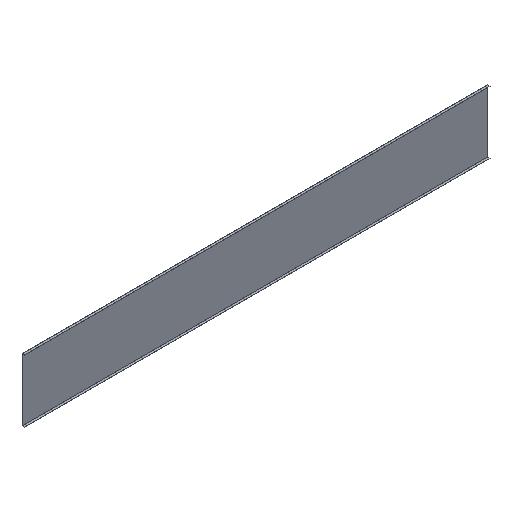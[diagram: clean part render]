
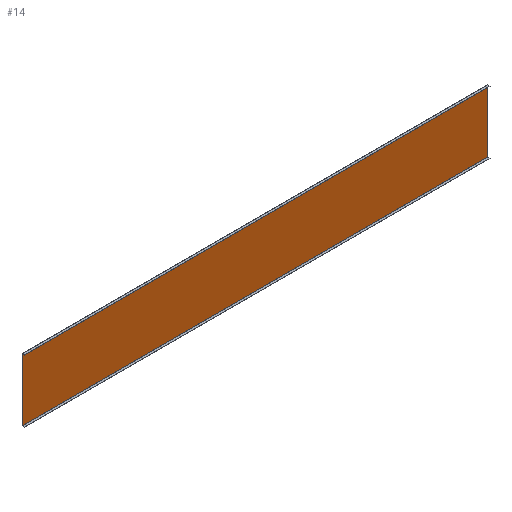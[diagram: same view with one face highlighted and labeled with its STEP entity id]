
A CAD part, isometric view. The second image highlights one B-rep face of the part: STEP entity #14.
In plain terms, the highlighted planar face has unit normal (0, -1, 0).
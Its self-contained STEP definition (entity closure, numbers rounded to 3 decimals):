
#6 = EDGE_CURVE ( 'NONE', #322, #250, #7, .T. ) ;
#7 = LINE ( 'NONE', #140, #301 ) ;
#14 = ADVANCED_FACE ( 'NONE', ( #236 ), #338, .T. ) ;
#16 = DIRECTION ( 'NONE',  ( 0., 0., -1. ) ) ;
#25 = EDGE_CURVE ( 'NONE', #68, #322, #74, .T. ) ;
#28 = DIRECTION ( 'NONE',  ( 0., 0., -1. ) ) ;
#31 = ORIENTED_EDGE ( 'NONE', *, *, #40, .F. ) ;
#40 = EDGE_CURVE ( 'NONE', #220, #68, #83, .T. ) ;
#68 = VERTEX_POINT ( 'NONE', #90 ) ;
#74 = LINE ( 'NONE', #121, #156 ) ;
#83 = LINE ( 'NONE', #319, #223 ) ;
#90 = CARTESIAN_POINT ( 'NONE',  ( 1492.5, 0., 399. ) ) ;
#118 = CARTESIAN_POINT ( 'NONE',  ( -1492.5, 0., 398. ) ) ;
#121 = CARTESIAN_POINT ( 'NONE',  ( 1492.5, 0., 398. ) ) ;
#140 = CARTESIAN_POINT ( 'NONE',  ( 0., 0., -1. ) ) ;
#156 = VECTOR ( 'NONE', #28, 1000. ) ;
#164 = CARTESIAN_POINT ( 'NONE',  ( 1492.5, 0., -1. ) ) ;
#178 = DIRECTION ( 'NONE',  ( 0., -1., 0. ) ) ;
#189 = ORIENTED_EDGE ( 'NONE', *, *, #25, .F. ) ;
#209 = DIRECTION ( 'NONE',  ( -1., 0., 0. ) ) ;
#219 = VECTOR ( 'NONE', #16, 1000. ) ;
#220 = VERTEX_POINT ( 'NONE', #233 ) ;
#222 = AXIS2_PLACEMENT_3D ( 'NONE', #118, #178, #286 ) ;
#223 = VECTOR ( 'NONE', #291, 1000. ) ;
#232 = EDGE_LOOP ( 'NONE', ( #248, #368, #189, #31 ) ) ;
#233 = CARTESIAN_POINT ( 'NONE',  ( -1492.5, 0., 399. ) ) ;
#236 = FACE_OUTER_BOUND ( 'NONE', #232, .T. ) ;
#248 = ORIENTED_EDGE ( 'NONE', *, *, #300, .T. ) ;
#250 = VERTEX_POINT ( 'NONE', #323 ) ;
#286 = DIRECTION ( 'NONE',  ( 0., 0., -1. ) ) ;
#290 = LINE ( 'NONE', #303, #219 ) ;
#291 = DIRECTION ( 'NONE',  ( 1., 0., 0. ) ) ;
#300 = EDGE_CURVE ( 'NONE', #220, #250, #290, .T. ) ;
#301 = VECTOR ( 'NONE', #209, 1000. ) ;
#303 = CARTESIAN_POINT ( 'NONE',  ( -1492.5, 0., 398. ) ) ;
#319 = CARTESIAN_POINT ( 'NONE',  ( 0., 0., 399. ) ) ;
#322 = VERTEX_POINT ( 'NONE', #164 ) ;
#323 = CARTESIAN_POINT ( 'NONE',  ( -1492.5, 0., -1. ) ) ;
#338 = PLANE ( 'NONE',  #222 ) ;
#368 = ORIENTED_EDGE ( 'NONE', *, *, #6, .F. ) ;
